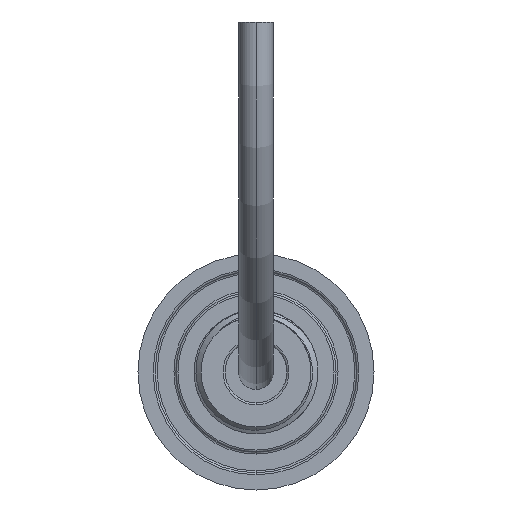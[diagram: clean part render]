
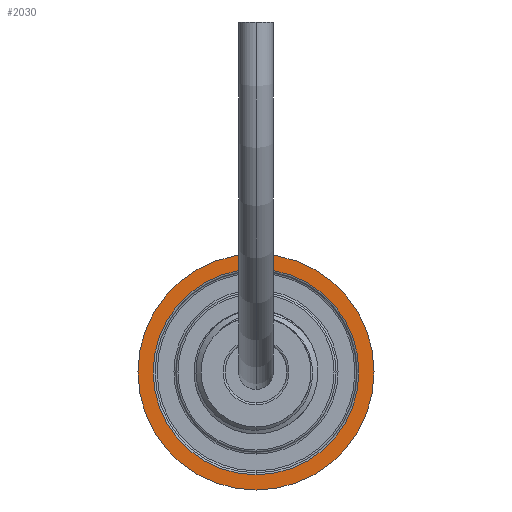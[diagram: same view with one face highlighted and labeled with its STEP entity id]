
A CAD part, front view. The second image highlights one B-rep face of the part: STEP entity #2030.
In plain terms, the highlighted planar face has unit normal (0, -1, 0).
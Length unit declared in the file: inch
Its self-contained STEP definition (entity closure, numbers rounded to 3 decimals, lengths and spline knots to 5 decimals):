
#112 = CIRCLE ( 'NONE', #5078, 0.5145 ) ;
#221 = EDGE_LOOP ( 'NONE', ( #451, #3452 ) ) ;
#451 = ORIENTED_EDGE ( 'NONE', *, *, #5710, .F. ) ;
#798 = VERTEX_POINT ( 'NONE', #1151 ) ;
#1151 = CARTESIAN_POINT ( 'NONE',  ( 0., 1.417, -0.5145 ) ) ;
#1544 = ORIENTED_EDGE ( 'NONE', *, *, #4892, .T. ) ;
#2030 = ADVANCED_FACE ( 'NONE', ( #6661, #3367 ), #5263, .T. ) ;
#2271 = EDGE_LOOP ( 'NONE', ( #1544, #7803 ) ) ;
#2331 = VERTEX_POINT ( 'NONE', #2397 ) ;
#2364 = CIRCLE ( 'NONE', #5045, 0.5145 ) ;
#2397 = CARTESIAN_POINT ( 'NONE',  ( 0., 1.417, 0.5145 ) ) ;
#2450 = DIRECTION ( 'NONE',  ( 0., 0., -1. ) ) ;
#2492 = CIRCLE ( 'NONE', #6799, 0.5905 ) ;
#3025 = CIRCLE ( 'NONE', #7073, 0.5905 ) ;
#3367 = FACE_BOUND ( 'NONE', #221, .T. ) ;
#3452 = ORIENTED_EDGE ( 'NONE', *, *, #7559, .F. ) ;
#3566 = AXIS2_PLACEMENT_3D ( 'NONE', #6035, #7924, #6705 ) ;
#3607 = CARTESIAN_POINT ( 'NONE',  ( 0., 1.417, 0. ) ) ;
#4578 = DIRECTION ( 'NONE',  ( 0., 0., -1. ) ) ;
#4618 = DIRECTION ( 'NONE',  ( 0., -1., 0. ) ) ;
#4809 = CARTESIAN_POINT ( 'NONE',  ( 0., 1.417, -0.5905 ) ) ;
#4817 = DIRECTION ( 'NONE',  ( 0., 0., -1. ) ) ;
#4892 = EDGE_CURVE ( 'NONE', #7938, #8064, #2492, .T. ) ;
#5013 = CARTESIAN_POINT ( 'NONE',  ( 0., 1.417, 0.5905 ) ) ;
#5045 = AXIS2_PLACEMENT_3D ( 'NONE', #7005, #7708, #2450 ) ;
#5078 = AXIS2_PLACEMENT_3D ( 'NONE', #6432, #4618, #4578 ) ;
#5263 = PLANE ( 'NONE',  #3566 ) ;
#5550 = DIRECTION ( 'NONE',  ( 0., -1., 0. ) ) ;
#5607 = EDGE_CURVE ( 'NONE', #8064, #7938, #3025, .T. ) ;
#5710 = EDGE_CURVE ( 'NONE', #798, #2331, #2364, .T. ) ;
#6035 = CARTESIAN_POINT ( 'NONE',  ( 0., 1.417, -0.5145 ) ) ;
#6432 = CARTESIAN_POINT ( 'NONE',  ( 0., 1.417, 0. ) ) ;
#6661 = FACE_OUTER_BOUND ( 'NONE', #2271, .T. ) ;
#6705 = DIRECTION ( 'NONE',  ( 0., 0., -1. ) ) ;
#6717 = DIRECTION ( 'NONE',  ( 0., -1., 0. ) ) ;
#6799 = AXIS2_PLACEMENT_3D ( 'NONE', #3607, #5550, #8105 ) ;
#7005 = CARTESIAN_POINT ( 'NONE',  ( 0., 1.417, 0. ) ) ;
#7073 = AXIS2_PLACEMENT_3D ( 'NONE', #7972, #6717, #4817 ) ;
#7559 = EDGE_CURVE ( 'NONE', #2331, #798, #112, .T. ) ;
#7708 = DIRECTION ( 'NONE',  ( 0., -1., 0. ) ) ;
#7803 = ORIENTED_EDGE ( 'NONE', *, *, #5607, .T. ) ;
#7924 = DIRECTION ( 'NONE',  ( 0., -1., 0. ) ) ;
#7938 = VERTEX_POINT ( 'NONE', #4809 ) ;
#7972 = CARTESIAN_POINT ( 'NONE',  ( 0., 1.417, 0. ) ) ;
#8064 = VERTEX_POINT ( 'NONE', #5013 ) ;
#8105 = DIRECTION ( 'NONE',  ( 0., 0., -1. ) ) ;
